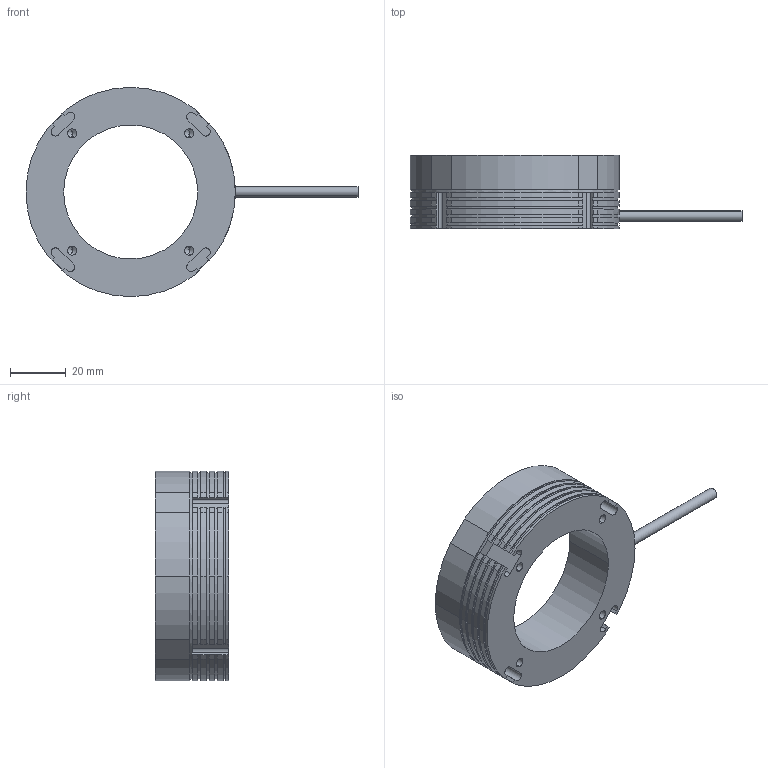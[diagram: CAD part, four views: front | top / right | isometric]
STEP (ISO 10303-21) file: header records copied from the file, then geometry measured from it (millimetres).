
FILE_DESCRIPTION (( 'STEP AP214' ), '1' );
FILE_NAME ('RMX75.step', '2018-04-27T19:00:40', ( '' ), ( '' ), 'SwSTEP 2.0', 'SolidWorks 2018', '' );
FILE_SCHEMA (( 'AUTOMOTIVE_DESIGN' ));
Length unit declared in the file: millimetre
Products named in the file (8): PCB-00572-01; RMX75; CABLE; RLM-75 Lens Modified w Radius 2; PCB-00573-01_RMX; LUXEON_3535L_LINE_20160314; HSG-RLM-75 Updated Lens; LED Board
Assembly tree (78 placements, depth 3):
  RMX75
    HSG-RLM-75 Updated Lens
    CABLE
    PCB-00572-01
    RLM-75 Lens Modified w Radius 2
    LED Board
      PCB-00573-01_RMX
      LUXEON_3535L_LINE_20160314  x72
Bounding box: 118.95 x 26.25 x 75 mm (x, y, z)
Volume: 39484.6 mm3; surface area: 39589.6 mm2
Topology: 77 solids, 77 shells, 5078 faces, 12964 edges, 8110 vertices
Faces by surface type: plane 3401, cylinder 1623, torus 28, cone 24, bspline 2
Entity records: 17892 total; most frequent: DIRECTION 2849, CARTESIAN_POINT 2815, ORIENTED_EDGE 2482, EDGE_CURVE 1241, AXIS2_PLACEMENT_3D 1075, VERTEX_POINT 797, LINE 699, VECTOR 699
